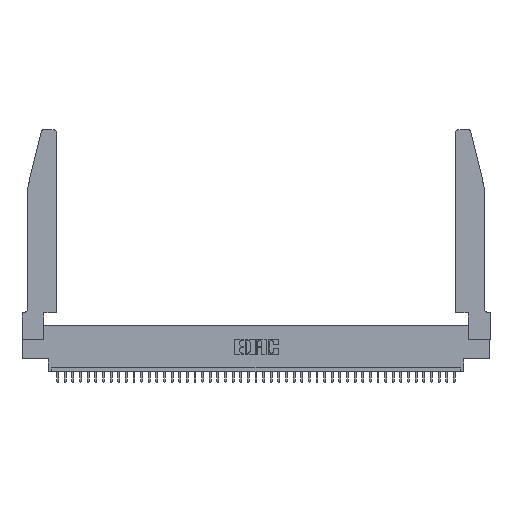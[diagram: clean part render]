
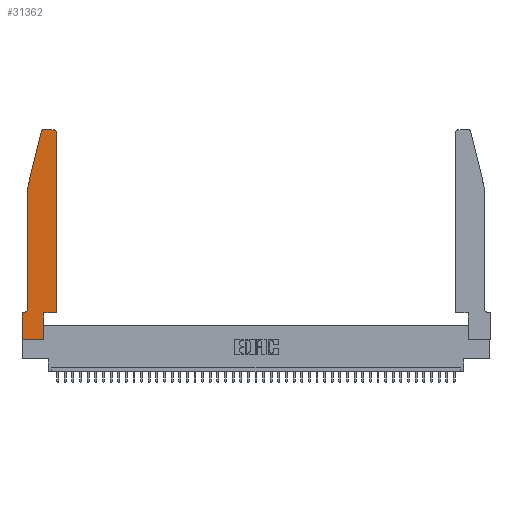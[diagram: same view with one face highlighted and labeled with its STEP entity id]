
A CAD part, top view. The second image highlights one B-rep face of the part: STEP entity #31362.
In plain terms, the highlighted planar face has unit normal (0, 0, 1).
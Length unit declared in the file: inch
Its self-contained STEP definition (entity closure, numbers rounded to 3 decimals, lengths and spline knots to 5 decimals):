
#112 = VECTOR ( 'NONE', #3975, 39.37008 ) ;
#116 = LINE ( 'NONE', #22723, #5905 ) ;
#371 = EDGE_CURVE ( 'NONE', #12276, #9210, #8620, .T. ) ;
#385 = LINE ( 'NONE', #25065, #8750 ) ;
#1070 = VERTEX_POINT ( 'NONE', #3207 ) ;
#1103 = VECTOR ( 'NONE', #16245, 39.37008 ) ;
#1423 = VERTEX_POINT ( 'NONE', #21520 ) ;
#2054 = VECTOR ( 'NONE', #32271, 39.37008 ) ;
#2333 = VERTEX_POINT ( 'NONE', #12533 ) ;
#2521 = ORIENTED_EDGE ( 'NONE', *, *, #40448, .T. ) ;
#2552 = LINE ( 'NONE', #11382, #2054 ) ;
#3207 = CARTESIAN_POINT ( 'NONE',  ( 0.4505, 0.35, 0.37 ) ) ;
#3885 = EDGE_LOOP ( 'NONE', ( #4559, #35970, #19476, #18668, #2521, #34489, #23183, #9758, #11302, #4089, #13021, #36137 ) ) ;
#3975 = DIRECTION ( 'NONE',  ( 0., -1., 0. ) ) ;
#4089 = ORIENTED_EDGE ( 'NONE', *, *, #23637, .T. ) ;
#4255 = EDGE_CURVE ( 'NONE', #1070, #2333, #116, .T. ) ;
#4559 = ORIENTED_EDGE ( 'NONE', *, *, #371, .T. ) ;
#5393 = LINE ( 'NONE', #27392, #112 ) ;
#5905 = VECTOR ( 'NONE', #6166, 39.37008 ) ;
#6166 = DIRECTION ( 'NONE',  ( 0., 1., 0. ) ) ;
#7428 = DIRECTION ( 'NONE',  ( 0., 0., 1. ) ) ;
#7441 = LINE ( 'NONE', #40906, #11616 ) ;
#8620 = LINE ( 'NONE', #40974, #31027 ) ;
#8750 = VECTOR ( 'NONE', #35515, 39.37008 ) ;
#9209 = VERTEX_POINT ( 'NONE', #10479 ) ;
#9210 = VERTEX_POINT ( 'NONE', #20464 ) ;
#9758 = ORIENTED_EDGE ( 'NONE', *, *, #11678, .T. ) ;
#10479 = CARTESIAN_POINT ( 'NONE',  ( 0.0755, 2., 0.37 ) ) ;
#10848 = AXIS2_PLACEMENT_3D ( 'NONE', #38580, #18623, #15555 ) ;
#10981 = CARTESIAN_POINT ( 'NONE',  ( 0.0055, 0.42, 0.37 ) ) ;
#11127 = DIRECTION ( 'NONE',  ( 0., 0., -1. ) ) ;
#11302 = ORIENTED_EDGE ( 'NONE', *, *, #11350, .T. ) ;
#11350 = EDGE_CURVE ( 'NONE', #18741, #41116, #40104, .T. ) ;
#11382 = CARTESIAN_POINT ( 'NONE',  ( 0.0755, 0.35, 0.37 ) ) ;
#11616 = VECTOR ( 'NONE', #34091, 39.37008 ) ;
#11678 = EDGE_CURVE ( 'NONE', #17163, #18741, #385, .T. ) ;
#12276 = VERTEX_POINT ( 'NONE', #34764 ) ;
#12346 = EDGE_CURVE ( 'NONE', #2333, #12276, #41631, .T. ) ;
#12533 = CARTESIAN_POINT ( 'NONE',  ( 0.4505, 2.72, 0.37 ) ) ;
#12875 = CIRCLE ( 'NONE', #31548, 0.07 ) ;
#12893 = AXIS2_PLACEMENT_3D ( 'NONE', #27467, #7428, #30760 ) ;
#13021 = ORIENTED_EDGE ( 'NONE', *, *, #4255, .T. ) ;
#13960 = CARTESIAN_POINT ( 'NONE',  ( 0., 0., 0.37 ) ) ;
#14095 = EDGE_CURVE ( 'NONE', #23670, #27854, #2552, .T. ) ;
#14347 = DIRECTION ( 'NONE',  ( -1., 0., 0. ) ) ;
#15555 = DIRECTION ( 'NONE',  ( 1., 0., 0. ) ) ;
#16245 = DIRECTION ( 'NONE',  ( 0., -1., 0. ) ) ;
#17091 = DIRECTION ( 'NONE',  ( 1., 0., 0. ) ) ;
#17163 = VERTEX_POINT ( 'NONE', #13960 ) ;
#17252 = LINE ( 'NONE', #23692, #23066 ) ;
#17691 = DIRECTION ( 'NONE',  ( 0., 0., 1. ) ) ;
#18281 = CARTESIAN_POINT ( 'NONE',  ( 0.2865, 0.35, 0.37 ) ) ;
#18623 = DIRECTION ( 'NONE',  ( 0., 0., 1. ) ) ;
#18668 = ORIENTED_EDGE ( 'NONE', *, *, #42276, .T. ) ;
#18741 = VERTEX_POINT ( 'NONE', #24432 ) ;
#19178 = EDGE_CURVE ( 'NONE', #9210, #29966, #40849, .T. ) ;
#19476 = ORIENTED_EDGE ( 'NONE', *, *, #33147, .T. ) ;
#20464 = CARTESIAN_POINT ( 'NONE',  ( 0.284, 2.75, 0.37 ) ) ;
#20917 = DIRECTION ( 'NONE',  ( 1., 0., 0. ) ) ;
#21398 = DIRECTION ( 'NONE',  ( 0., 1., 0. ) ) ;
#21520 = CARTESIAN_POINT ( 'NONE',  ( 0.0755, 0.42, 0.37 ) ) ;
#22723 = CARTESIAN_POINT ( 'NONE',  ( 0.4505, 0.35, 0.37 ) ) ;
#23066 = VECTOR ( 'NONE', #17091, 39.37008 ) ;
#23183 = ORIENTED_EDGE ( 'NONE', *, *, #42881, .T. ) ;
#23392 = CARTESIAN_POINT ( 'NONE',  ( 0., 0., 0.37 ) ) ;
#23637 = EDGE_CURVE ( 'NONE', #41116, #1070, #17252, .T. ) ;
#23670 = VERTEX_POINT ( 'NONE', #40190 ) ;
#23692 = CARTESIAN_POINT ( 'NONE',  ( 0.4505, 0.35, 0.37 ) ) ;
#24432 = CARTESIAN_POINT ( 'NONE',  ( 0.2865, 0., 0.37 ) ) ;
#24484 = DIRECTION ( 'NONE',  ( -1., 0., 0. ) ) ;
#25065 = CARTESIAN_POINT ( 'NONE',  ( 0., 0., 0.37 ) ) ;
#27392 = CARTESIAN_POINT ( 'NONE',  ( 0.0755, 2., 0.37 ) ) ;
#27467 = CARTESIAN_POINT ( 'NONE',  ( 0., 0.35, 0.37 ) ) ;
#27854 = VERTEX_POINT ( 'NONE', #30385 ) ;
#29966 = VERTEX_POINT ( 'NONE', #39185 ) ;
#30385 = CARTESIAN_POINT ( 'NONE',  ( 0., 0.35, 0.37 ) ) ;
#30760 = DIRECTION ( 'NONE',  ( 1., 0., 0. ) ) ;
#31027 = VECTOR ( 'NONE', #24484, 39.37008 ) ;
#31362 = ADVANCED_FACE ( 'NONE', ( #39552 ), #37475, .T. ) ;
#31548 = AXIS2_PLACEMENT_3D ( 'NONE', #10981, #11127, #14347 ) ;
#32271 = DIRECTION ( 'NONE',  ( -1., 0., 0. ) ) ;
#33147 = EDGE_CURVE ( 'NONE', #29966, #9209, #7441, .T. ) ;
#34091 = DIRECTION ( 'NONE',  ( -0.239, -0.971, 0. ) ) ;
#34489 = ORIENTED_EDGE ( 'NONE', *, *, #14095, .T. ) ;
#34507 = LINE ( 'NONE', #23392, #1103 ) ;
#34764 = CARTESIAN_POINT ( 'NONE',  ( 0.4205, 2.75, 0.37 ) ) ;
#34769 = VECTOR ( 'NONE', #21398, 39.37008 ) ;
#35342 = AXIS2_PLACEMENT_3D ( 'NONE', #37783, #17691, #20917 ) ;
#35515 = DIRECTION ( 'NONE',  ( 1., 0., 0. ) ) ;
#35970 = ORIENTED_EDGE ( 'NONE', *, *, #19178, .T. ) ;
#36137 = ORIENTED_EDGE ( 'NONE', *, *, #12346, .T. ) ;
#37475 = PLANE ( 'NONE',  #12893 ) ;
#37783 = CARTESIAN_POINT ( 'NONE',  ( 0.284, 2.72, 0.37 ) ) ;
#38580 = CARTESIAN_POINT ( 'NONE',  ( 0.4205, 2.72, 0.37 ) ) ;
#38941 = CARTESIAN_POINT ( 'NONE',  ( 0.2865, 0.35, 0.37 ) ) ;
#39185 = CARTESIAN_POINT ( 'NONE',  ( 0.25487, 2.72718, 0.37 ) ) ;
#39552 = FACE_OUTER_BOUND ( 'NONE', #3885, .T. ) ;
#40104 = LINE ( 'NONE', #38941, #34769 ) ;
#40190 = CARTESIAN_POINT ( 'NONE',  ( 0.0055, 0.35, 0.37 ) ) ;
#40448 = EDGE_CURVE ( 'NONE', #1423, #23670, #12875, .T. ) ;
#40849 = CIRCLE ( 'NONE', #35342, 0.03 ) ;
#40906 = CARTESIAN_POINT ( 'NONE',  ( 0.0755, 2., 0.37 ) ) ;
#40974 = CARTESIAN_POINT ( 'NONE',  ( 0.2605, 2.75, 0.37 ) ) ;
#41116 = VERTEX_POINT ( 'NONE', #18281 ) ;
#41631 = CIRCLE ( 'NONE', #10848, 0.03 ) ;
#42276 = EDGE_CURVE ( 'NONE', #9209, #1423, #5393, .T. ) ;
#42881 = EDGE_CURVE ( 'NONE', #27854, #17163, #34507, .T. ) ;
